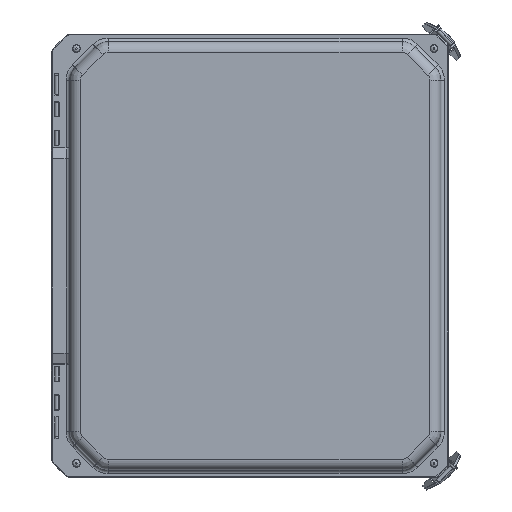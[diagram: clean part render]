
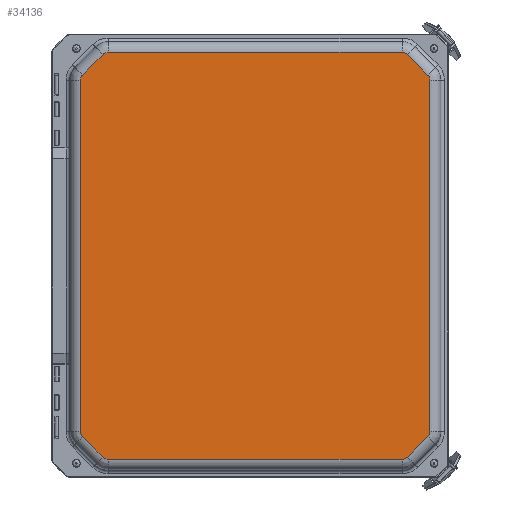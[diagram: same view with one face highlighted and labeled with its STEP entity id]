
A CAD part, top view. The second image highlights one B-rep face of the part: STEP entity #34136.
In plain terms, the highlighted planar face has unit normal (0, 0, 1).
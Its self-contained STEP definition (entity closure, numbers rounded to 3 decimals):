
#4583=LINE($,#75319,#6838);
#4586=LINE($,#75326,#6841);
#4587=LINE($,#75355,#6842);
#4588=LINE($,#75359,#6843);
#4589=LINE($,#75389,#6844);
#4591=LINE($,#75395,#6846);
#4592=LINE($,#75424,#6847);
#4593=LINE($,#75428,#6848);
#6838=VECTOR($,#47704,10.268);
#6841=VECTOR($,#47711,1.013);
#6842=VECTOR($,#47726,1.013);
#6843=VECTOR($,#47731,12.27);
#6844=VECTOR($,#47746,12.27);
#6846=VECTOR($,#47752,1.013);
#6847=VECTOR($,#47767,1.013);
#6848=VECTOR($,#47772,10.268);
#7654=PLANE($,#38060);
#9805=FACE_OUTER_BOUND($,#12068,.T.);
#12068=EDGE_LOOP($,(#30742,#30743,#30744,#30745,#30746,#30747,#30748,#30749,
#30750,#30751,#30752,#30753,#30754,#30755,#30756,#30757));
#13764=CIRCLE($,#38023,0.254);
#13770=CIRCLE($,#38031,0.254);
#13773=CIRCLE($,#38034,0.254);
#13777=CIRCLE($,#38040,0.254);
#13780=CIRCLE($,#38043,0.254);
#13784=CIRCLE($,#38049,0.254);
#13787=CIRCLE($,#38052,0.254);
#13790=CIRCLE($,#38057,0.254);
#16593=VERTEX_POINT($,#75309);
#16594=VERTEX_POINT($,#75311);
#16596=VERTEX_POINT($,#75317);
#16597=VERTEX_POINT($,#75322);
#16599=VERTEX_POINT($,#75336);
#16600=VERTEX_POINT($,#75348);
#16601=VERTEX_POINT($,#75353);
#16602=VERTEX_POINT($,#75357);
#16603=VERTEX_POINT($,#75369);
#16604=VERTEX_POINT($,#75381);
#16606=VERTEX_POINT($,#75387);
#16607=VERTEX_POINT($,#75391);
#16609=VERTEX_POINT($,#75405);
#16610=VERTEX_POINT($,#75417);
#16611=VERTEX_POINT($,#75422);
#16612=VERTEX_POINT($,#75426);
#21363=EDGE_CURVE($,#16593,#16594,#13764,.T.);
#21367=EDGE_CURVE($,#16596,#16593,#4583,.T.);
#21371=EDGE_CURVE($,#16594,#16597,#4586,.T.);
#21373=EDGE_CURVE($,#16599,#16596,#13770,.T.);
#21376=EDGE_CURVE($,#16597,#16600,#13773,.T.);
#21378=EDGE_CURVE($,#16601,#16599,#4587,.T.);
#21380=EDGE_CURVE($,#16600,#16602,#4588,.T.);
#21382=EDGE_CURVE($,#16603,#16601,#13777,.T.);
#21385=EDGE_CURVE($,#16602,#16604,#13780,.T.);
#21387=EDGE_CURVE($,#16606,#16603,#4589,.T.);
#21390=EDGE_CURVE($,#16604,#16607,#4591,.T.);
#21392=EDGE_CURVE($,#16609,#16606,#13784,.T.);
#21395=EDGE_CURVE($,#16607,#16610,#13787,.T.);
#21397=EDGE_CURVE($,#16611,#16609,#4592,.T.);
#21399=EDGE_CURVE($,#16610,#16612,#4593,.T.);
#21400=EDGE_CURVE($,#16612,#16611,#13790,.T.);
#30742=ORIENTED_EDGE($,*,*,#21363,.F.);
#30743=ORIENTED_EDGE($,*,*,#21367,.F.);
#30744=ORIENTED_EDGE($,*,*,#21373,.F.);
#30745=ORIENTED_EDGE($,*,*,#21378,.F.);
#30746=ORIENTED_EDGE($,*,*,#21382,.F.);
#30747=ORIENTED_EDGE($,*,*,#21387,.F.);
#30748=ORIENTED_EDGE($,*,*,#21392,.F.);
#30749=ORIENTED_EDGE($,*,*,#21397,.F.);
#30750=ORIENTED_EDGE($,*,*,#21400,.F.);
#30751=ORIENTED_EDGE($,*,*,#21399,.F.);
#30752=ORIENTED_EDGE($,*,*,#21395,.F.);
#30753=ORIENTED_EDGE($,*,*,#21390,.F.);
#30754=ORIENTED_EDGE($,*,*,#21385,.F.);
#30755=ORIENTED_EDGE($,*,*,#21380,.F.);
#30756=ORIENTED_EDGE($,*,*,#21376,.F.);
#30757=ORIENTED_EDGE($,*,*,#21371,.F.);
#34136=ADVANCED_FACE($,(#9805),#7654,.T.);
#38023=AXIS2_PLACEMENT_3D($,#75312,#47694,#47695);
#38031=AXIS2_PLACEMENT_3D($,#75338,#47714,#47715);
#38034=AXIS2_PLACEMENT_3D($,#75351,#47720,#47721);
#38040=AXIS2_PLACEMENT_3D($,#75371,#47734,#47735);
#38043=AXIS2_PLACEMENT_3D($,#75385,#47740,#47741);
#38049=AXIS2_PLACEMENT_3D($,#75407,#47755,#47756);
#38052=AXIS2_PLACEMENT_3D($,#75420,#47761,#47762);
#38057=AXIS2_PLACEMENT_3D($,#75438,#47773,#47774);
#38060=AXIS2_PLACEMENT_3D($,#75443,#47781,#47782);
#47694=DIRECTION('center_axis',(0.,0.,-1.));
#47695=DIRECTION('ref_axis',(-0.383,-0.924,0.));
#47704=DIRECTION($,(-1.,0.,0.));
#47711=DIRECTION($,(-0.707,0.707,0.));
#47714=DIRECTION('center_axis',(0.,0.,-1.));
#47715=DIRECTION('ref_axis',(0.383,-0.924,0.));
#47720=DIRECTION('center_axis',(0.,0.,-1.));
#47721=DIRECTION('ref_axis',(-0.924,-0.383,0.));
#47726=DIRECTION($,(-0.707,-0.707,0.));
#47731=DIRECTION($,(0.,1.,0.));
#47734=DIRECTION('center_axis',(0.,0.,-1.));
#47735=DIRECTION('ref_axis',(0.924,-0.383,0.));
#47740=DIRECTION('center_axis',(0.,0.,-1.));
#47741=DIRECTION('ref_axis',(-0.924,0.383,0.));
#47746=DIRECTION($,(0.,-1.,0.));
#47752=DIRECTION($,(0.707,0.707,0.));
#47755=DIRECTION('center_axis',(0.,0.,-1.));
#47756=DIRECTION('ref_axis',(0.924,0.383,0.));
#47761=DIRECTION('center_axis',(0.,0.,-1.));
#47762=DIRECTION('ref_axis',(-0.383,0.924,0.));
#47767=DIRECTION($,(0.707,-0.707,0.));
#47772=DIRECTION($,(1.,0.,0.));
#47773=DIRECTION('center_axis',(0.,0.,-1.));
#47774=DIRECTION('ref_axis',(0.383,0.924,0.));
#47781=DIRECTION('center_axis',(0.,0.,1.));
#47782=DIRECTION('ref_axis',(1.,0.,0.));
#75309=CARTESIAN_POINT('',(-4.946,-7.105,1.));
#75311=CARTESIAN_POINT('',(-5.125,-7.031,1.));
#75312=CARTESIAN_POINT('Origin',(-4.946,-6.852,1.));
#75317=CARTESIAN_POINT('',(5.323,-7.105,1.));
#75319=CARTESIAN_POINT($,(5.323,-7.105,1.));
#75322=CARTESIAN_POINT('',(-5.842,-6.315,1.));
#75326=CARTESIAN_POINT($,(-5.125,-7.031,1.));
#75336=CARTESIAN_POINT('',(5.502,-7.031,1.));
#75338=CARTESIAN_POINT('Origin',(5.323,-6.852,1.));
#75348=CARTESIAN_POINT('',(-5.916,-6.135,1.));
#75351=CARTESIAN_POINT('Origin',(-5.662,-6.135,1.));
#75353=CARTESIAN_POINT('',(6.219,-6.315,1.));
#75355=CARTESIAN_POINT($,(6.219,-6.315,1.));
#75357=CARTESIAN_POINT('',(-5.916,6.135,1.));
#75359=CARTESIAN_POINT($,(-5.916,-6.135,1.));
#75369=CARTESIAN_POINT('',(6.293,-6.135,1.));
#75371=CARTESIAN_POINT('Origin',(6.039,-6.135,1.));
#75381=CARTESIAN_POINT('',(-5.842,6.315,1.));
#75385=CARTESIAN_POINT('Origin',(-5.662,6.135,1.));
#75387=CARTESIAN_POINT('',(6.293,6.135,1.));
#75389=CARTESIAN_POINT($,(6.293,6.135,1.));
#75391=CARTESIAN_POINT('',(-5.125,7.031,1.));
#75395=CARTESIAN_POINT($,(-5.842,6.315,1.));
#75405=CARTESIAN_POINT('',(6.219,6.315,1.));
#75407=CARTESIAN_POINT('Origin',(6.039,6.135,1.));
#75417=CARTESIAN_POINT('',(-4.946,7.105,1.));
#75420=CARTESIAN_POINT('Origin',(-4.946,6.852,1.));
#75422=CARTESIAN_POINT('',(5.502,7.031,1.));
#75424=CARTESIAN_POINT($,(5.502,7.031,1.));
#75426=CARTESIAN_POINT('',(5.323,7.105,1.));
#75428=CARTESIAN_POINT($,(-4.946,7.105,1.));
#75438=CARTESIAN_POINT('Origin',(5.323,6.852,1.));
#75443=CARTESIAN_POINT('Origin',(0.189,0.,1.));
